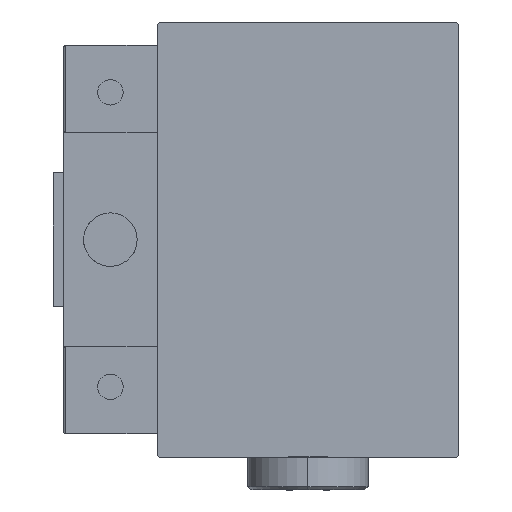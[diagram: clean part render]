
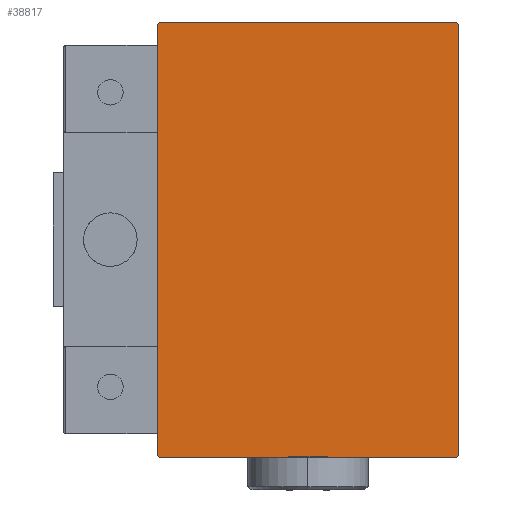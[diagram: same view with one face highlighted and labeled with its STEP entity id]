
A CAD part, left-side view. The second image highlights one B-rep face of the part: STEP entity #38817.
In plain terms, the highlighted face is planar.
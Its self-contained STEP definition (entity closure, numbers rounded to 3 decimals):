
#787 = EDGE_CURVE ( 'NONE', #38765, #32417, #31104, .T. ) ;
#1371 = CARTESIAN_POINT ( 'NONE',  ( 130., -22.2, -32.5 ) ) ;
#2318 = PLANE ( 'NONE',  #48122 ) ;
#2375 = DIRECTION ( 'NONE',  ( 0., -1., 0. ) ) ;
#2853 = CARTESIAN_POINT ( 'NONE',  ( 130., -22.5, -32.2 ) ) ;
#4008 = CARTESIAN_POINT ( 'NONE',  ( 130., -22.5, 32.2 ) ) ;
#5311 = VECTOR ( 'NONE', #51495, 1000. ) ;
#5408 = CARTESIAN_POINT ( 'NONE',  ( 130., -22.5, 32.5 ) ) ;
#5865 = VECTOR ( 'NONE', #32608, 1000. ) ;
#7787 = ORIENTED_EDGE ( 'NONE', *, *, #38339, .T. ) ;
#8039 = CARTESIAN_POINT ( 'NONE',  ( 130., 22.5, 32.2 ) ) ;
#8887 = VERTEX_POINT ( 'NONE', #23152 ) ;
#8923 = LINE ( 'NONE', #50896, #40583 ) ;
#10436 = LINE ( 'NONE', #26624, #35260 ) ;
#11631 = FACE_OUTER_BOUND ( 'NONE', #26770, .T. ) ;
#13311 = DIRECTION ( 'NONE',  ( 0., 0., 1. ) ) ;
#14023 = VECTOR ( 'NONE', #47278, 1000. ) ;
#14766 = VERTEX_POINT ( 'NONE', #44138 ) ;
#14799 = CARTESIAN_POINT ( 'NONE',  ( 130., -27.35, 27.35 ) ) ;
#14932 = DIRECTION ( 'NONE',  ( 0., 0., -1. ) ) ;
#16268 = DIRECTION ( 'NONE',  ( 0., 1., 0. ) ) ;
#16492 = CARTESIAN_POINT ( 'NONE',  ( 130., 22.5, -32.2 ) ) ;
#16696 = CARTESIAN_POINT ( 'NONE',  ( 130., -22.2, 32.5 ) ) ;
#18633 = EDGE_CURVE ( 'NONE', #51504, #31626, #44405, .T. ) ;
#19059 = DIRECTION ( 'NONE',  ( 1., 0., 0. ) ) ;
#20661 = CARTESIAN_POINT ( 'NONE',  ( 130., -22.5, -32.5 ) ) ;
#21939 = VERTEX_POINT ( 'NONE', #8039 ) ;
#23152 = CARTESIAN_POINT ( 'NONE',  ( 130., 22.2, 32.5 ) ) ;
#23699 = CARTESIAN_POINT ( 'NONE',  ( 130., 0., 0. ) ) ;
#26396 = ORIENTED_EDGE ( 'NONE', *, *, #48049, .T. ) ;
#26624 = CARTESIAN_POINT ( 'NONE',  ( 130., 27.35, 27.35 ) ) ;
#26770 = EDGE_LOOP ( 'NONE', ( #40368, #26396, #34043, #43824, #30258, #51390, #7787, #28610 ) ) ;
#28610 = ORIENTED_EDGE ( 'NONE', *, *, #787, .T. ) ;
#30136 = VECTOR ( 'NONE', #54118, 1000. ) ;
#30258 = ORIENTED_EDGE ( 'NONE', *, *, #48811, .T. ) ;
#31104 = LINE ( 'NONE', #47823, #14023 ) ;
#31626 = VERTEX_POINT ( 'NONE', #4008 ) ;
#32284 = VERTEX_POINT ( 'NONE', #16492 ) ;
#32417 = VERTEX_POINT ( 'NONE', #1371 ) ;
#32608 = DIRECTION ( 'NONE',  ( 0., -0.707, -0.707 ) ) ;
#32791 = VECTOR ( 'NONE', #2375, 1000. ) ;
#34043 = ORIENTED_EDGE ( 'NONE', *, *, #51840, .T. ) ;
#34479 = VECTOR ( 'NONE', #16268, 1000. ) ;
#35260 = VECTOR ( 'NONE', #39780, 1000. ) ;
#37388 = LINE ( 'NONE', #40950, #30136 ) ;
#38339 = EDGE_CURVE ( 'NONE', #31626, #38765, #47906, .T. ) ;
#38765 = VERTEX_POINT ( 'NONE', #2853 ) ;
#38817 = ADVANCED_FACE ( 'NONE', ( #11631 ), #2318, .T. ) ;
#39680 = CARTESIAN_POINT ( 'NONE',  ( 130., 22.5, 32.5 ) ) ;
#39780 = DIRECTION ( 'NONE',  ( 0., -0.707, 0.707 ) ) ;
#39948 = LINE ( 'NONE', #39680, #32791 ) ;
#40368 = ORIENTED_EDGE ( 'NONE', *, *, #48014, .T. ) ;
#40583 = VECTOR ( 'NONE', #13311, 1000. ) ;
#40950 = CARTESIAN_POINT ( 'NONE',  ( 130., 27.35, -27.35 ) ) ;
#43824 = ORIENTED_EDGE ( 'NONE', *, *, #52384, .T. ) ;
#44138 = CARTESIAN_POINT ( 'NONE',  ( 130., 22.2, -32.5 ) ) ;
#44405 = LINE ( 'NONE', #14799, #5865 ) ;
#47278 = DIRECTION ( 'NONE',  ( 0., 0.707, -0.707 ) ) ;
#47823 = CARTESIAN_POINT ( 'NONE',  ( 130., -27.35, -27.35 ) ) ;
#47906 = LINE ( 'NONE', #5408, #5311 ) ;
#48014 = EDGE_CURVE ( 'NONE', #32417, #14766, #53840, .T. ) ;
#48049 = EDGE_CURVE ( 'NONE', #14766, #32284, #37388, .T. ) ;
#48122 = AXIS2_PLACEMENT_3D ( 'NONE', #23699, #19059, #14932 ) ;
#48811 = EDGE_CURVE ( 'NONE', #8887, #51504, #39948, .T. ) ;
#50896 = CARTESIAN_POINT ( 'NONE',  ( 130., 22.5, -32.5 ) ) ;
#51390 = ORIENTED_EDGE ( 'NONE', *, *, #18633, .T. ) ;
#51495 = DIRECTION ( 'NONE',  ( 0., 0., -1. ) ) ;
#51504 = VERTEX_POINT ( 'NONE', #16696 ) ;
#51840 = EDGE_CURVE ( 'NONE', #32284, #21939, #8923, .T. ) ;
#52384 = EDGE_CURVE ( 'NONE', #21939, #8887, #10436, .T. ) ;
#53840 = LINE ( 'NONE', #20661, #34479 ) ;
#54118 = DIRECTION ( 'NONE',  ( 0., 0.707, 0.707 ) ) ;
